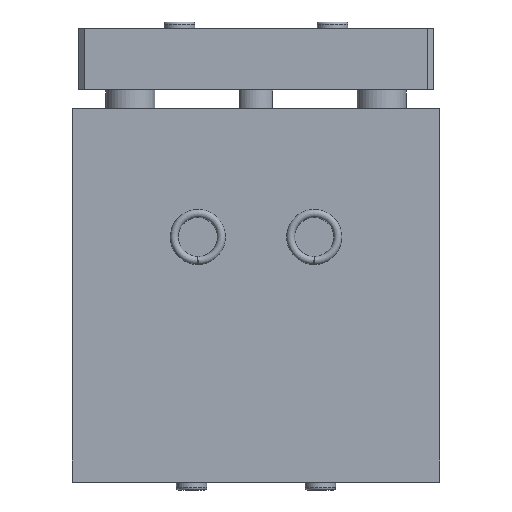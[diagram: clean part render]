
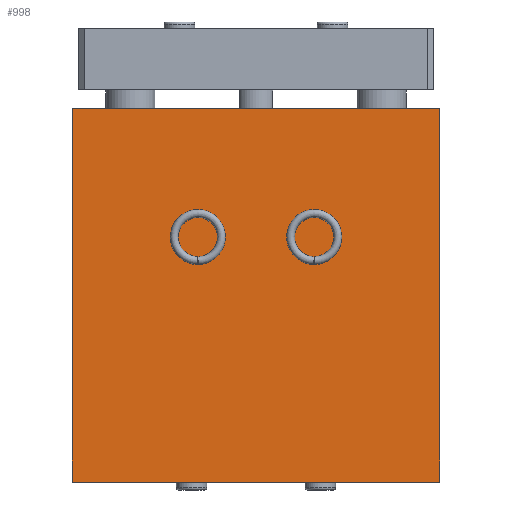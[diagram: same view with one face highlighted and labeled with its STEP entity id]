
A CAD part, front view. The second image highlights one B-rep face of the part: STEP entity #998.
In plain terms, the highlighted planar face has unit normal (0, -1, 0).
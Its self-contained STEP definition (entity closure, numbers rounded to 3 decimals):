
#177=ORIENTED_EDGE('',*,*,#408,.F.);
#178=ORIENTED_EDGE('',*,*,#407,.F.);
#179=ORIENTED_EDGE('',*,*,#409,.T.);
#180=ORIENTED_EDGE('',*,*,#410,.T.);
#407=EDGE_CURVE('',#522,#521,#615,.T.);
#408=EDGE_CURVE('',#521,#523,#616,.T.);
#409=EDGE_CURVE('',#522,#524,#617,.T.);
#410=EDGE_CURVE('',#524,#523,#618,.T.);
#521=VERTEX_POINT('',#1624);
#522=VERTEX_POINT('',#1626);
#523=VERTEX_POINT('',#1630);
#524=VERTEX_POINT('',#1632);
#615=LINE('',#1627,#667);
#616=LINE('',#1629,#668);
#617=LINE('',#1631,#669);
#618=LINE('',#1633,#670);
#667=VECTOR('',#1286,1000.);
#668=VECTOR('',#1289,1000.);
#669=VECTOR('',#1290,1000.);
#670=VECTOR('',#1291,1000.);
#715=EDGE_LOOP('',(#177,#178,#179,#180));
#837=FACE_BOUND('',#715,.T.);
#959=PLANE('',#1134);
#998=ADVANCED_FACE('',(#837),#959,.T.);
#1134=AXIS2_PLACEMENT_3D('',#1628,#1287,#1288);
#1286=DIRECTION('',(1.,0.,0.));
#1287=DIRECTION('',(0.,-1.,0.));
#1288=DIRECTION('',(0.,0.,-1.));
#1289=DIRECTION('',(0.,0.,-1.));
#1290=DIRECTION('',(0.,0.,-1.));
#1291=DIRECTION('',(1.,0.,0.));
#1624=CARTESIAN_POINT('',(0.,-14.05,30.));
#1626=CARTESIAN_POINT('',(-61.,-14.05,30.));
#1627=CARTESIAN_POINT('',(-61.,-14.05,30.));
#1628=CARTESIAN_POINT('',(-61.,-14.05,30.));
#1629=CARTESIAN_POINT('',(0.,-14.05,30.));
#1630=CARTESIAN_POINT('',(0.,-14.05,-30.));
#1631=CARTESIAN_POINT('',(-61.,-14.05,30.));
#1632=CARTESIAN_POINT('',(-61.,-14.05,-30.));
#1633=CARTESIAN_POINT('',(-61.,-14.05,-30.));
